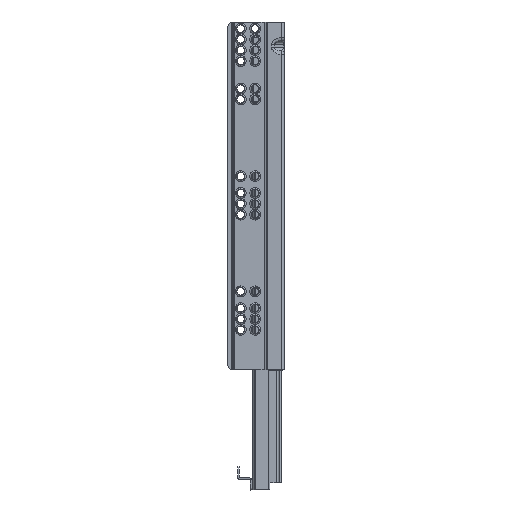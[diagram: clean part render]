
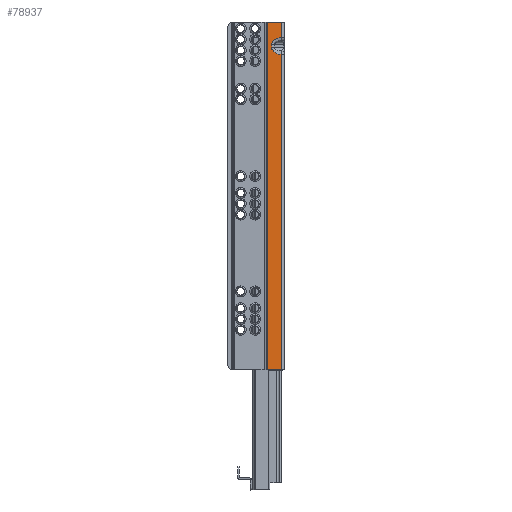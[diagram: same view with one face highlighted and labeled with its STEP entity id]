
A CAD part, left-side view. The second image highlights one B-rep face of the part: STEP entity #78937.
In plain terms, the highlighted planar face has unit normal (-1, 0, 0).
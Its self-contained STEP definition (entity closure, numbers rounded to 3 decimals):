
#110 = VERTEX_POINT ( 'NONE', #8384 ) ;
#710 = ORIENTED_EDGE ( 'NONE', *, *, #52270, .T. ) ;
#833 = CARTESIAN_POINT ( 'NONE',  ( 0., -12.443, -290. ) ) ;
#3576 = CARTESIAN_POINT ( 'NONE',  ( 0., -16.257, -21. ) ) ;
#3584 = VERTEX_POINT ( 'NONE', #45684 ) ;
#3750 = EDGE_CURVE ( 'NONE', #3584, #126901, #22926, .T. ) ;
#4460 = EDGE_CURVE ( 'NONE', #110, #97649, #100895, .T. ) ;
#8384 = CARTESIAN_POINT ( 'NONE',  ( 0., -12.443, 0. ) ) ;
#9396 = VERTEX_POINT ( 'NONE', #3576 ) ;
#19922 = DIRECTION ( 'NONE',  ( -1., 0., 0. ) ) ;
#21575 = ORIENTED_EDGE ( 'NONE', *, *, #4460, .F. ) ;
#22926 =( BOUNDED_CURVE ( )  B_SPLINE_CURVE ( 3, ( #66359, #65055, #86701, #97570 ),
 .UNSPECIFIED., .F., .T. ) 
 B_SPLINE_CURVE_WITH_KNOTS ( ( 4, 4 ),
 ( 3.142, 4.648 ),
 .UNSPECIFIED. ) 
 CURVE ( )  GEOMETRIC_REPRESENTATION_ITEM ( )  RATIONAL_B_SPLINE_CURVE ( ( 1., 0.82, 0.82, 1. ) ) 
 REPRESENTATION_ITEM ( '' )  );
#24666 = CARTESIAN_POINT ( 'NONE',  ( 0., -24.2, -26.988 ) ) ;
#25167 = CARTESIAN_POINT ( 'NONE',  ( 0., -24.2, -13.012 ) ) ;
#29390 = EDGE_CURVE ( 'NONE', #123178, #9396, #70007, .T. ) ;
#29663 = CARTESIAN_POINT ( 'NONE',  ( 0., -16.257, -21. ) ) ;
#33909 = VECTOR ( 'NONE', #57524, 1000. ) ;
#36971 = DIRECTION ( 'NONE',  ( 0., 0., 1. ) ) ;
#39036 = DIRECTION ( 'NONE',  ( 0., 0., 1. ) ) ;
#42284 = DIRECTION ( 'NONE',  ( 0., -1., 0. ) ) ;
#43326 = VECTOR ( 'NONE', #121875, 1000. ) ;
#44693 = VERTEX_POINT ( 'NONE', #58158 ) ;
#45684 = CARTESIAN_POINT ( 'NONE',  ( 0., -16.257, -19. ) ) ;
#48608 = CARTESIAN_POINT ( 'NONE',  ( 0., -24.2, -290. ) ) ;
#50786 = LINE ( 'NONE', #90834, #88318 ) ;
#52270 = EDGE_CURVE ( 'NONE', #44693, #57852, #123691, .T. ) ;
#54301 = EDGE_CURVE ( 'NONE', #44693, #110, #108851, .T. ) ;
#57524 = DIRECTION ( 'NONE',  ( 0., -1., 0. ) ) ;
#57852 = VERTEX_POINT ( 'NONE', #64810 ) ;
#58158 = CARTESIAN_POINT ( 'NONE',  ( 0., -12.443, -290. ) ) ;
#58290 = EDGE_LOOP ( 'NONE', ( #112922, #119359, #63774, #97067, #129447, #21575, #114380, #710 ) ) ;
#60855 = CARTESIAN_POINT ( 'NONE',  ( 0., -24.2, -26.988 ) ) ;
#61519 = CARTESIAN_POINT ( 'NONE',  ( 0., -19.488, -26.774 ) ) ;
#63774 = ORIENTED_EDGE ( 'NONE', *, *, #103351, .T. ) ;
#64810 = CARTESIAN_POINT ( 'NONE',  ( 0., -24.2, -290. ) ) ;
#65055 = CARTESIAN_POINT ( 'NONE',  ( 0., -16.257, -15.661 ) ) ;
#66359 = CARTESIAN_POINT ( 'NONE',  ( 0., -16.257, -19. ) ) ;
#70007 =( BOUNDED_CURVE ( )  B_SPLINE_CURVE ( 3, ( #60855, #61519, #72334, #29663 ),
 .UNSPECIFIED., .F., .T. ) 
 B_SPLINE_CURVE_WITH_KNOTS ( ( 4, 4 ),
 ( 4.776, 6.283 ),
 .UNSPECIFIED. ) 
 CURVE ( )  GEOMETRIC_REPRESENTATION_ITEM ( )  RATIONAL_B_SPLINE_CURVE ( ( 1., 0.82, 0.82, 1. ) ) 
 REPRESENTATION_ITEM ( '' )  );
#72334 = CARTESIAN_POINT ( 'NONE',  ( 0., -16.257, -24.339 ) ) ;
#76222 = CARTESIAN_POINT ( 'NONE',  ( 0., -24.2, 0. ) ) ;
#78937 = ADVANCED_FACE ( 'NONE', ( #83646 ), #133261, .T. ) ;
#81041 = EDGE_CURVE ( 'NONE', #57852, #123178, #121210, .T. ) ;
#82869 = VECTOR ( 'NONE', #42284, 1000. ) ;
#83646 = FACE_OUTER_BOUND ( 'NONE', #58290, .T. ) ;
#86701 = CARTESIAN_POINT ( 'NONE',  ( 0., -19.488, -13.226 ) ) ;
#88318 = VECTOR ( 'NONE', #90147, 1000. ) ;
#89374 = VECTOR ( 'NONE', #39036, 1000. ) ;
#90147 = DIRECTION ( 'NONE',  ( 0., 0., 1. ) ) ;
#90834 = CARTESIAN_POINT ( 'NONE',  ( 0., -24.2, -290. ) ) ;
#92510 = DIRECTION ( 'NONE',  ( 0., 0., 1. ) ) ;
#97067 = ORIENTED_EDGE ( 'NONE', *, *, #3750, .T. ) ;
#97570 = CARTESIAN_POINT ( 'NONE',  ( 0., -24.2, -13.012 ) ) ;
#97649 = VERTEX_POINT ( 'NONE', #76222 ) ;
#98517 = AXIS2_PLACEMENT_3D ( 'NONE', #123091, #19922, #92510 ) ;
#100653 = EDGE_CURVE ( 'NONE', #126901, #97649, #50786, .T. ) ;
#100895 = LINE ( 'NONE', #132123, #33909 ) ;
#103351 = EDGE_CURVE ( 'NONE', #9396, #3584, #112927, .T. ) ;
#108851 = LINE ( 'NONE', #117063, #122044 ) ;
#112922 = ORIENTED_EDGE ( 'NONE', *, *, #81041, .T. ) ;
#112927 = LINE ( 'NONE', #131965, #89374 ) ;
#114380 = ORIENTED_EDGE ( 'NONE', *, *, #54301, .F. ) ;
#117063 = CARTESIAN_POINT ( 'NONE',  ( 0., -12.443, -290. ) ) ;
#119359 = ORIENTED_EDGE ( 'NONE', *, *, #29390, .T. ) ;
#121210 = LINE ( 'NONE', #48608, #43326 ) ;
#121875 = DIRECTION ( 'NONE',  ( 0., 0., 1. ) ) ;
#122044 = VECTOR ( 'NONE', #36971, 1000. ) ;
#123091 = CARTESIAN_POINT ( 'NONE',  ( 0., -12.443, -290. ) ) ;
#123178 = VERTEX_POINT ( 'NONE', #24666 ) ;
#123691 = LINE ( 'NONE', #833, #82869 ) ;
#126901 = VERTEX_POINT ( 'NONE', #25167 ) ;
#129447 = ORIENTED_EDGE ( 'NONE', *, *, #100653, .T. ) ;
#131965 = CARTESIAN_POINT ( 'NONE',  ( 0., -16.257, -19. ) ) ;
#132123 = CARTESIAN_POINT ( 'NONE',  ( 0., -12.443, 0. ) ) ;
#133261 = PLANE ( 'NONE',  #98517 ) ;
